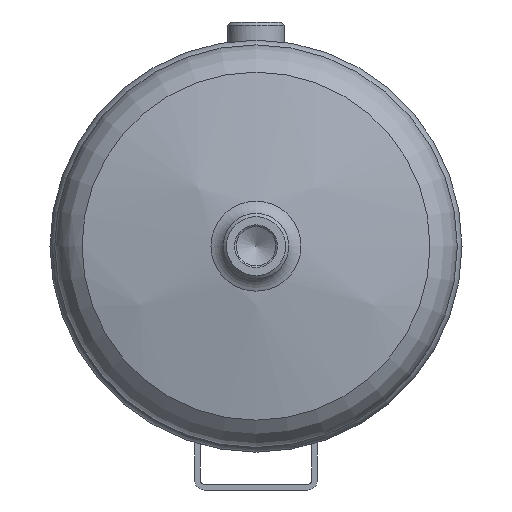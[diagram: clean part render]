
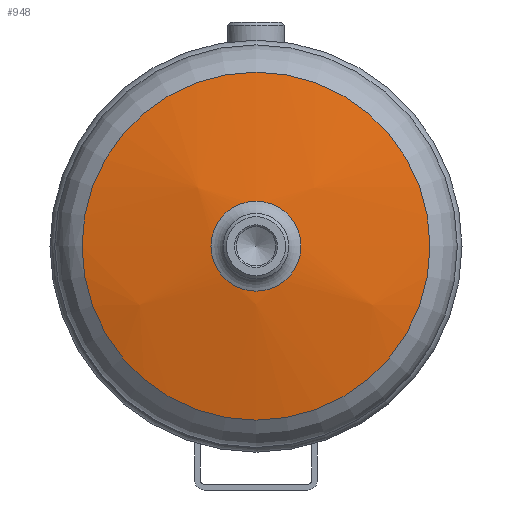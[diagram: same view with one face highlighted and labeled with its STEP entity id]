
A CAD part, left-side view. The second image highlights one B-rep face of the part: STEP entity #948.
In plain terms, the highlighted spherical face has radius 402.316 mm.
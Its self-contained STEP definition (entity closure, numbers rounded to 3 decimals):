
#19=SPHERICAL_SURFACE($,#1057,402.316);
#191=FACE_BOUND($,#340,.T.);
#245=FACE_OUTER_BOUND($,#339,.T.);
#339=EDGE_LOOP($,(#793));
#340=EDGE_LOOP($,(#794));
#423=CIRCLE($,#1058,106.318);
#424=CIRCLE($,#1059,27.5);
#506=VERTEX_POINT($,#2160);
#507=VERTEX_POINT($,#2162);
#611=EDGE_CURVE($,#506,#506,#423,.T.);
#612=EDGE_CURVE($,#507,#507,#424,.T.);
#793=ORIENTED_EDGE($,*,*,#611,.F.);
#794=ORIENTED_EDGE($,*,*,#612,.T.);
#948=ADVANCED_FACE($,(#245,#191),#19,.T.);
#1057=AXIS2_PLACEMENT_3D($,#2159,#1295,#1296);
#1058=AXIS2_PLACEMENT_3D($,#2161,#1297,#1298);
#1059=AXIS2_PLACEMENT_3D($,#2163,#1299,#1300);
#1295=DIRECTION('center_axis',(0.,0.,1.));
#1296=DIRECTION('ref_axis',(1.,0.,0.));
#1297=DIRECTION('center_axis',(1.,0.,0.));
#1298=DIRECTION('ref_axis',(0.,1.,0.));
#1299=DIRECTION('center_axis',(1.,0.,0.));
#1300=DIRECTION('ref_axis',(0.,1.,0.));
#2159=CARTESIAN_POINT('Origin',(-54.777,0.,
0.));
#2160=CARTESIAN_POINT('',(-442.79,106.318,0.));
#2161=CARTESIAN_POINT('Origin',(-442.79,0.,
0.));
#2162=CARTESIAN_POINT('',(-456.152,27.5,0.));
#2163=CARTESIAN_POINT('Origin',(-456.152,0.,
0.));
